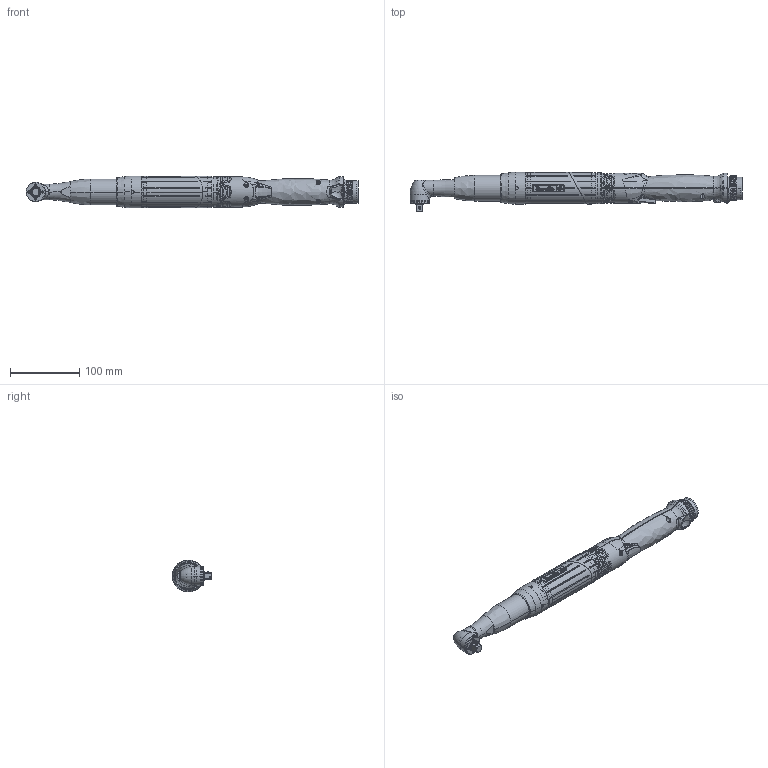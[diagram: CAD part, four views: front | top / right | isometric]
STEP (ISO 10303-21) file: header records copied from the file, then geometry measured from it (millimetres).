
FILE_DESCRIPTION((''),'2;1');
FILE_NAME('6151656060_EAD20-1300_SW0002','2010-07-15T',('sdanet'),(''),'PRO/ENGINEER BY PARAMETRIC TECHNOLOGY CORPORATION, 2009300','PRO/ENGINEER BY PARAMETRIC TECHNOLOGY CORPORATION, 2009300','');
FILE_SCHEMA(('CONFIG_CONTROL_DESIGN'));
Products named in the file (1): 6151656060_EAD20-1300_SW0002
Bounding box: 480.4 x 56.94 x 46 mm (x, y, z)
Volume: 137673.2 mm3; surface area: 135266.1 mm2
Topology: 8 solids, 8 shells, 1984 faces, 5424 edges, 3534 vertices
Faces by surface type: cylinder 534, plane 477, extrusion 442, bspline 287, cone 172, torus 70, sphere 1, revolution 1
Entity records: 105571 total; most frequent: CARTESIAN_POINT 60046, ORIENTED_EDGE 10806, DIRECTION 7126, EDGE_CURVE 5403, VERTEX_POINT 3533, B_SPLINE_CURVE_WITH_KNOTS 2836, AXIS2_PLACEMENT_3D 2419, VECTOR 2287
